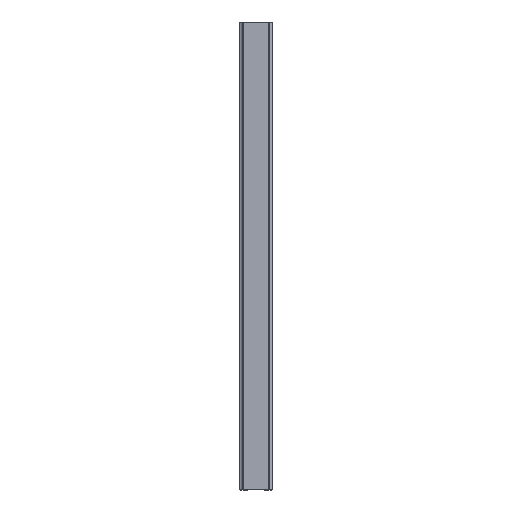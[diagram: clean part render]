
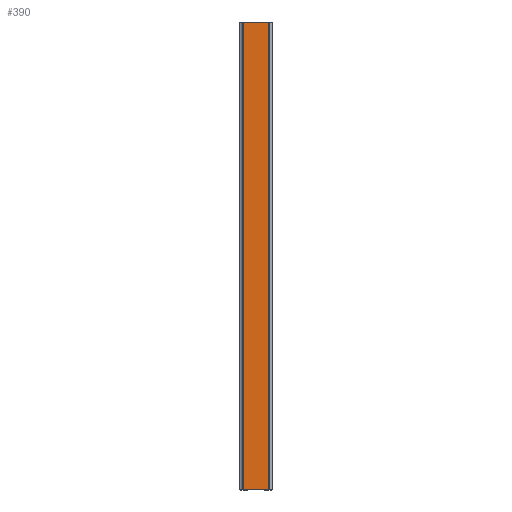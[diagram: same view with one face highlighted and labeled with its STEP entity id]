
A CAD part, top view. The second image highlights one B-rep face of the part: STEP entity #390.
In plain terms, the highlighted planar face has unit normal (0, 0, 1).
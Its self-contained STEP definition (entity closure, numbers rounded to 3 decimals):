
#390=ADVANCED_FACE('',(#803),#804,.T.);
#803=FACE_OUTER_BOUND('',#1238,.T.);
#804=PLANE('',#1239);
#1238=EDGE_LOOP('',(#2410,#2411,#2412,#2413));
#1239=AXIS2_PLACEMENT_3D('',#2414,#2415,#2416);
#2410=ORIENTED_EDGE('',*,*,#2996,.T.);
#2411=ORIENTED_EDGE('',*,*,#3094,.F.);
#2412=ORIENTED_EDGE('',*,*,#2858,.T.);
#2413=ORIENTED_EDGE('',*,*,#3092,.T.);
#2414=CARTESIAN_POINT('',(0.,480.0,29.));
#2415=DIRECTION('',(0.0,0.0,1.0));
#2416=DIRECTION('',(-1.0,0.0,0.0));
#2858=EDGE_CURVE('',#3505,#3503,#3506,.T.);
#2996=EDGE_CURVE('',#3736,#3734,#3737,.T.);
#3092=EDGE_CURVE('',#3503,#3736,#3855,.T.);
#3094=EDGE_CURVE('',#3505,#3734,#3857,.T.);
#3503=VERTEX_POINT('',#4417);
#3505=VERTEX_POINT('',#4420);
#3506=LINE('',#4421,#4422);
#3734=VERTEX_POINT('',#4740);
#3736=VERTEX_POINT('',#4743);
#3737=LINE('',#4744,#4745);
#3855=LINE('',#4899,#4900);
#3857=LINE('',#4902,#4903);
#4417=CARTESIAN_POINT('',(-13.251,480.0,29.));
#4420=CARTESIAN_POINT('',(13.251,480.0,29.));
#4421=CARTESIAN_POINT('',(13.251,480.0,29.));
#4422=VECTOR('',#5199,1.0);
#4740=CARTESIAN_POINT('',(13.251,0.0,29.));
#4743=CARTESIAN_POINT('',(-13.251,0.0,29.));
#4744=CARTESIAN_POINT('',(13.251,0.0,29.));
#4745=VECTOR('',#5357,1.0);
#4899=CARTESIAN_POINT('',(-13.251,480.0,29.));
#4900=VECTOR('',#5463,1.0);
#4902=CARTESIAN_POINT('',(13.251,480.0,29.));
#4903=VECTOR('',#5464,1.0);
#5199=DIRECTION('',(-1.0,0.0,0.0));
#5357=DIRECTION('',(1.0,0.0,0.0));
#5463=DIRECTION('',(0.0,-1.0,0.0));
#5464=DIRECTION('',(0.0,-1.0,0.0));
